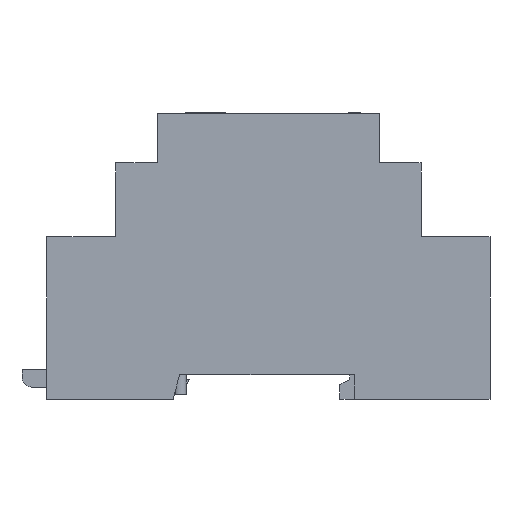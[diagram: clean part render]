
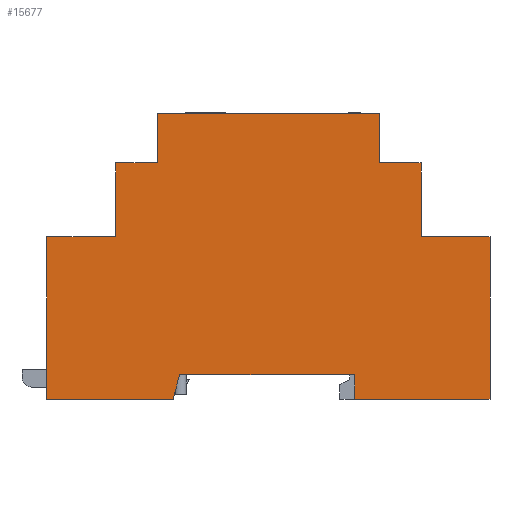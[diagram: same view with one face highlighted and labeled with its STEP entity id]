
A CAD part, front view. The second image highlights one B-rep face of the part: STEP entity #15677.
In plain terms, the highlighted planar face has unit normal (0, -1, 0).
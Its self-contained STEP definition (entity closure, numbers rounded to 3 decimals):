
#13996=CARTESIAN_POINT('',(-67.5,-71.,-58.));
#13997=VERTEX_POINT('',#13996);
#14004=CARTESIAN_POINT('',(-67.5,-71.,-25.));
#14005=VERTEX_POINT('',#14004);
#14006=CARTESIAN_POINT('',(-67.5,-71.,-25.));
#14007=DIRECTION('',(0.,0.,-1.));
#14008=VECTOR('',#14007,33.);
#14009=LINE('',#14006,#14008);
#14010=EDGE_CURVE('',#14005,#13997,#14009,.T.);
#14094=CARTESIAN_POINT('',(22.5,-71.,-25.));
#14095=VERTEX_POINT('',#14094);
#14102=CARTESIAN_POINT('',(22.5,-71.,-58.));
#14103=VERTEX_POINT('',#14102);
#14104=CARTESIAN_POINT('',(22.5,-71.,-58.));
#14105=DIRECTION('',(0.,0.,1.));
#14106=VECTOR('',#14105,33.);
#14107=LINE('',#14104,#14106);
#14108=EDGE_CURVE('',#14103,#14095,#14107,.T.);
#14451=CARTESIAN_POINT('',(-5.,-71.,-58.));
#14452=VERTEX_POINT('',#14451);
#14459=CARTESIAN_POINT('',(-5.,-71.,-53.));
#14460=VERTEX_POINT('',#14459);
#14461=CARTESIAN_POINT('',(-5.,-71.,-53.));
#14462=DIRECTION('',(0.,0.,-1.));
#14463=VECTOR('',#14462,5.);
#14464=LINE('',#14461,#14463);
#14465=EDGE_CURVE('',#14460,#14452,#14464,.T.);
#14511=CARTESIAN_POINT('',(-45.,-71.,0.));
#14512=VERTEX_POINT('',#14511);
#14519=CARTESIAN_POINT('',(0.,-71.,0.));
#14520=VERTEX_POINT('',#14519);
#14521=CARTESIAN_POINT('',(0.,-71.,0.));
#14522=DIRECTION('',(-1.,0.,0.));
#14523=VECTOR('',#14522,45.);
#14524=LINE('',#14521,#14523);
#14525=EDGE_CURVE('',#14520,#14512,#14524,.T.);
#14824=CARTESIAN_POINT('',(-53.5,-71.,-25.));
#14825=VERTEX_POINT('',#14824);
#14826=CARTESIAN_POINT('',(-53.5,-71.,-25.));
#14827=DIRECTION('',(-1.,0.,0.));
#14828=VECTOR('',#14827,14.);
#14829=LINE('',#14826,#14828);
#14830=EDGE_CURVE('',#14825,#14005,#14829,.T.);
#15039=CARTESIAN_POINT('',(-40.5,-71.,-53.));
#15040=VERTEX_POINT('',#15039);
#15041=CARTESIAN_POINT('',(-40.5,-71.,-53.));
#15042=DIRECTION('',(1.,0.,-0.));
#15043=VECTOR('',#15042,35.5);
#15044=LINE('',#15041,#15043);
#15045=EDGE_CURVE('',#15040,#14460,#15044,.T.);
#15147=CARTESIAN_POINT('',(-5.,-71.,-58.));
#15148=DIRECTION('',(1.,0.,-0.));
#15149=VECTOR('',#15148,27.5);
#15150=LINE('',#15147,#15149);
#15151=EDGE_CURVE('',#14452,#14103,#15150,.T.);
#15456=CARTESIAN_POINT('',(8.5,-71.,-25.));
#15457=VERTEX_POINT('',#15456);
#15464=CARTESIAN_POINT('',(22.5,-71.,-25.));
#15465=DIRECTION('',(-1.,0.,0.));
#15466=VECTOR('',#15465,14.);
#15467=LINE('',#15464,#15466);
#15468=EDGE_CURVE('',#14095,#15457,#15467,.T.);
#15487=CARTESIAN_POINT('',(8.5,-71.,-10.));
#15488=VERTEX_POINT('',#15487);
#15495=CARTESIAN_POINT('',(8.5,-71.,-25.));
#15496=DIRECTION('',(0.,0.,1.));
#15497=VECTOR('',#15496,15.);
#15498=LINE('',#15495,#15497);
#15499=EDGE_CURVE('',#15457,#15488,#15498,.T.);
#15518=CARTESIAN_POINT('',(0.,-71.,-10.));
#15519=VERTEX_POINT('',#15518);
#15526=CARTESIAN_POINT('',(8.5,-71.,-10.));
#15527=DIRECTION('',(-1.,0.,0.));
#15528=VECTOR('',#15527,8.5);
#15529=LINE('',#15526,#15528);
#15530=EDGE_CURVE('',#15488,#15519,#15529,.T.);
#15548=CARTESIAN_POINT('',(0.,-71.,-10.));
#15549=DIRECTION('',(0.,0.,1.));
#15550=VECTOR('',#15549,10.);
#15551=LINE('',#15548,#15550);
#15552=EDGE_CURVE('',#15519,#14520,#15551,.T.);
#15571=CARTESIAN_POINT('',(-45.,-71.,-10.));
#15572=VERTEX_POINT('',#15571);
#15579=CARTESIAN_POINT('',(-45.,-71.,0.));
#15580=DIRECTION('',(0.,0.,-1.));
#15581=VECTOR('',#15580,10.);
#15582=LINE('',#15579,#15581);
#15583=EDGE_CURVE('',#14512,#15572,#15582,.T.);
#15602=CARTESIAN_POINT('',(-53.5,-71.,-10.));
#15603=VERTEX_POINT('',#15602);
#15610=CARTESIAN_POINT('',(-45.,-71.,-10.));
#15611=DIRECTION('',(-1.,0.,0.));
#15612=VECTOR('',#15611,8.5);
#15613=LINE('',#15610,#15612);
#15614=EDGE_CURVE('',#15572,#15603,#15613,.T.);
#15632=CARTESIAN_POINT('',(-53.5,-71.,-10.));
#15633=DIRECTION('',(0.,0.,-1.));
#15634=VECTOR('',#15633,15.);
#15635=LINE('',#15632,#15634);
#15636=EDGE_CURVE('',#15603,#14825,#15635,.T.);
#15642=CARTESIAN_POINT('',(0.,-71.,0.));
#15643=DIRECTION('',(0.,-1.,0.));
#15644=DIRECTION('',(0.,0.,1.));
#15645=AXIS2_PLACEMENT_3D('',#15642,#15643,#15644);
#15646=PLANE('',#15645);
#15647=CARTESIAN_POINT('',(-41.84,-71.,-58.));
#15648=VERTEX_POINT('',#15647);
#15649=CARTESIAN_POINT('',(-67.5,-71.,-58.));
#15650=DIRECTION('',(1.,0.,0.));
#15651=VECTOR('',#15650,25.66);
#15652=LINE('',#15649,#15651);
#15653=EDGE_CURVE('',#13997,#15648,#15652,.T.);
#15654=ORIENTED_EDGE('',*,*,#15653,.T.);
#15655=CARTESIAN_POINT('',(-41.84,-71.,-58.));
#15656=DIRECTION('',(0.259,0.,0.966));
#15657=VECTOR('',#15656,5.176);
#15658=LINE('',#15655,#15657);
#15659=EDGE_CURVE('',#15648,#15040,#15658,.T.);
#15660=ORIENTED_EDGE('',*,*,#15659,.T.);
#15661=ORIENTED_EDGE('',*,*,#15045,.T.);
#15662=ORIENTED_EDGE('',*,*,#14465,.T.);
#15663=ORIENTED_EDGE('',*,*,#15151,.T.);
#15664=ORIENTED_EDGE('',*,*,#14108,.T.);
#15665=ORIENTED_EDGE('',*,*,#15468,.T.);
#15666=ORIENTED_EDGE('',*,*,#15499,.T.);
#15667=ORIENTED_EDGE('',*,*,#15530,.T.);
#15668=ORIENTED_EDGE('',*,*,#15552,.T.);
#15669=ORIENTED_EDGE('',*,*,#14525,.T.);
#15670=ORIENTED_EDGE('',*,*,#15583,.T.);
#15671=ORIENTED_EDGE('',*,*,#15614,.T.);
#15672=ORIENTED_EDGE('',*,*,#15636,.T.);
#15673=ORIENTED_EDGE('',*,*,#14830,.T.);
#15674=ORIENTED_EDGE('',*,*,#14010,.T.);
#15675=EDGE_LOOP('',(#15654,#15660,#15661,#15662,#15663,#15664,#15665,#15666,#15667,#15668,#15669,#15670,#15671,#15672,#15673,#15674));
#15676=FACE_BOUND('',#15675,.T.);
#15677=ADVANCED_FACE('',(#15676),#15646,.T.);
